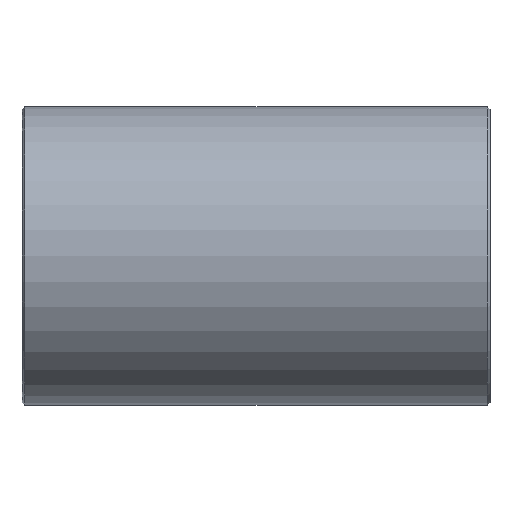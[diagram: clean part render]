
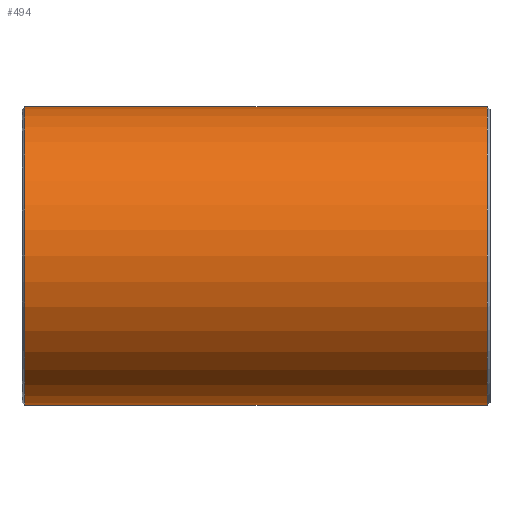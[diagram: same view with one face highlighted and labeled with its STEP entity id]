
A CAD part, front view. The second image highlights one B-rep face of the part: STEP entity #494.
In plain terms, the highlighted cylindrical face has radius 161.925 mm (diameter 323.85 mm), a partial arc.
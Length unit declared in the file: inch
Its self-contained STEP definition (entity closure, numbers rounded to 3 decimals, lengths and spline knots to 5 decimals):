
#33 = EDGE_CURVE ( 'NONE', #618, #115, #744, .T. ) ;
#35 = DIRECTION ( 'NONE',  ( -1., 0., 0. ) ) ;
#88 = DIRECTION ( 'NONE',  ( 0., 0., -1. ) ) ;
#94 = VERTEX_POINT ( 'NONE', #259 ) ;
#96 = DIRECTION ( 'NONE',  ( -1., 0., 0. ) ) ;
#115 = VERTEX_POINT ( 'NONE', #740 ) ;
#123 = VERTEX_POINT ( 'NONE', #398 ) ;
#152 = AXIS2_PLACEMENT_3D ( 'NONE', #295, #96, #88 ) ;
#157 = DIRECTION ( 'NONE',  ( -1., 0., 0. ) ) ;
#181 = ORIENTED_EDGE ( 'NONE', *, *, #359, .T. ) ;
#206 = LINE ( 'NONE', #569, #779 ) ;
#227 = ORIENTED_EDGE ( 'NONE', *, *, #614, .T. ) ;
#233 = CIRCLE ( 'NONE', #152, 6.375 ) ;
#249 = AXIS2_PLACEMENT_3D ( 'NONE', #756, #294, #349 ) ;
#259 = CARTESIAN_POINT ( 'NONE',  ( -9.89, 0., 6.375 ) ) ;
#294 = DIRECTION ( 'NONE',  ( 1., 0., 0. ) ) ;
#295 = CARTESIAN_POINT ( 'NONE',  ( 9.89, 0., 0. ) ) ;
#316 = CYLINDRICAL_SURFACE ( 'NONE', #449, 6.375 ) ;
#323 = ORIENTED_EDGE ( 'NONE', *, *, #33, .F. ) ;
#346 = CIRCLE ( 'NONE', #249, 6.375 ) ;
#349 = DIRECTION ( 'NONE',  ( 0., 0., 1. ) ) ;
#359 = EDGE_CURVE ( 'NONE', #618, #123, #233, .T. ) ;
#377 = DIRECTION ( 'NONE',  ( 0., 0., 1. ) ) ;
#388 = ORIENTED_EDGE ( 'NONE', *, *, #590, .T. ) ;
#398 = CARTESIAN_POINT ( 'NONE',  ( 9.89, 0., 6.375 ) ) ;
#413 = DIRECTION ( 'NONE',  ( -1., 0., 0. ) ) ;
#427 = EDGE_LOOP ( 'NONE', ( #323, #181, #227, #388 ) ) ;
#449 = AXIS2_PLACEMENT_3D ( 'NONE', #784, #35, #377 ) ;
#482 = CARTESIAN_POINT ( 'NONE',  ( 9.89, 0., -6.375 ) ) ;
#494 = ADVANCED_FACE ( 'NONE', ( #507 ), #316, .T. ) ;
#507 = FACE_OUTER_BOUND ( 'NONE', #427, .T. ) ;
#569 = CARTESIAN_POINT ( 'NONE',  ( 10., 0., 6.375 ) ) ;
#590 = EDGE_CURVE ( 'NONE', #94, #115, #346, .T. ) ;
#614 = EDGE_CURVE ( 'NONE', #123, #94, #206, .T. ) ;
#618 = VERTEX_POINT ( 'NONE', #482 ) ;
#740 = CARTESIAN_POINT ( 'NONE',  ( -9.89, 0., -6.375 ) ) ;
#744 = LINE ( 'NONE', #818, #825 ) ;
#756 = CARTESIAN_POINT ( 'NONE',  ( -9.89, 0., 0. ) ) ;
#779 = VECTOR ( 'NONE', #157, 39.37008 ) ;
#784 = CARTESIAN_POINT ( 'NONE',  ( 10., 0., 0. ) ) ;
#818 = CARTESIAN_POINT ( 'NONE',  ( 10., 0., -6.375 ) ) ;
#825 = VECTOR ( 'NONE', #413, 39.37008 ) ;
